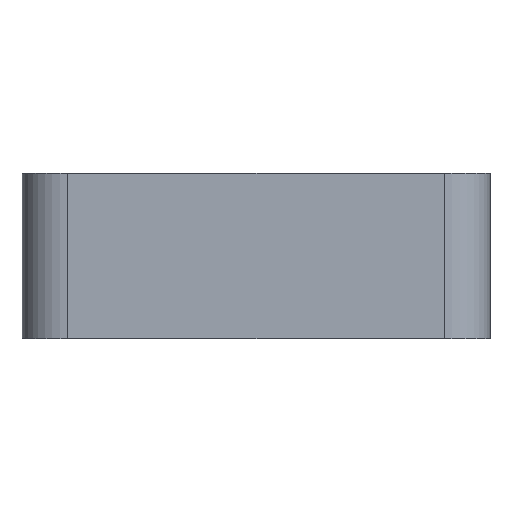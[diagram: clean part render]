
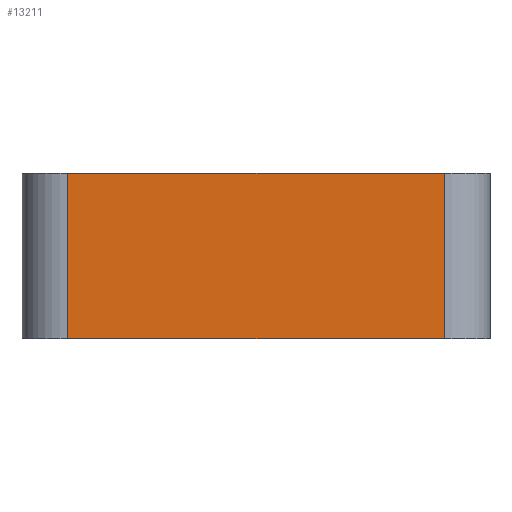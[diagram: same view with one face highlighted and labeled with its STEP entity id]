
A CAD part, left-side view. The second image highlights one B-rep face of the part: STEP entity #13211.
In plain terms, the highlighted planar face has unit normal (-1, 0, 0).
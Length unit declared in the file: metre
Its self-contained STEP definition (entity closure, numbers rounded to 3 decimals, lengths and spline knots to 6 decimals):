
#910=LINE('',#19470,#2042);
#912=LINE('',#19501,#2044);
#913=LINE('',#19504,#2045);
#914=LINE('',#19505,#2046);
#2042=VECTOR('',#15283,1.);
#2044=VECTOR('',#15315,1.);
#2045=VECTOR('',#15316,1.);
#2046=VECTOR('',#15317,1.);
#3530=ORIENTED_EDGE('',*,*,#7494,.F.);
#3531=ORIENTED_EDGE('',*,*,#7495,.T.);
#3532=ORIENTED_EDGE('',*,*,#7478,.T.);
#3533=ORIENTED_EDGE('',*,*,#7496,.T.);
#7478=EDGE_CURVE('',#9458,#9459,#910,.T.);
#7494=EDGE_CURVE('',#9472,#9473,#912,.T.);
#7495=EDGE_CURVE('',#9472,#9458,#913,.F.);
#7496=EDGE_CURVE('',#9459,#9473,#914,.T.);
#9458=VERTEX_POINT('',#19471);
#9459=VERTEX_POINT('',#19472);
#9472=VERTEX_POINT('',#19502);
#9473=VERTEX_POINT('',#19503);
#10955=EDGE_LOOP('',(#3530,#3531,#3532,#3533));
#11931=FACE_BOUND('',#10955,.T.);
#12816=PLANE('',#14145);
#13211=ADVANCED_FACE('',(#11931),#12816,.T.);
#14145=AXIS2_PLACEMENT_3D('',#19500,#15313,#15314);
#15283=DIRECTION('',(0.,1.,0.));
#15313=DIRECTION('',(-1.,0.,0.));
#15314=DIRECTION('',(0.,0.,1.));
#15315=DIRECTION('',(0.,1.,0.));
#15316=DIRECTION('',(0.,0.,-1.));
#15317=DIRECTION('',(0.,0.,-1.));
#19470=CARTESIAN_POINT('',(-0.0765,0.,0.009));
#19471=CARTESIAN_POINT('',(-0.0765,-0.0205,0.009));
#19472=CARTESIAN_POINT('',(-0.0765,0.0205,0.009));
#19500=CARTESIAN_POINT('',(-0.0765,0.,0.009));
#19501=CARTESIAN_POINT('',(-0.0765,0.,-0.009));
#19502=CARTESIAN_POINT('',(-0.0765,-0.0205,-0.009));
#19503=CARTESIAN_POINT('',(-0.0765,0.0205,-0.009));
#19504=CARTESIAN_POINT('',(-0.0765,-0.0205,0.009));
#19505=CARTESIAN_POINT('',(-0.0765,0.0205,0.009));
